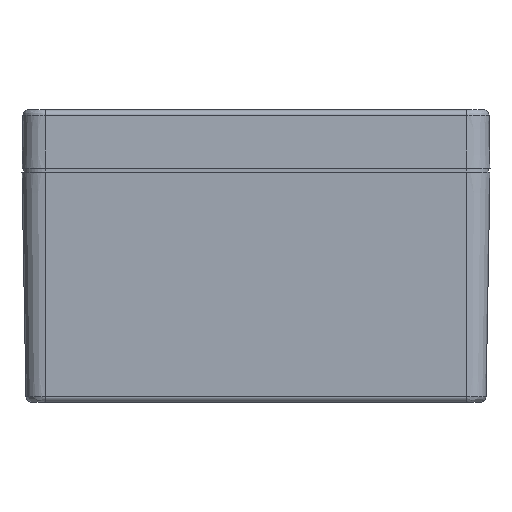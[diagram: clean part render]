
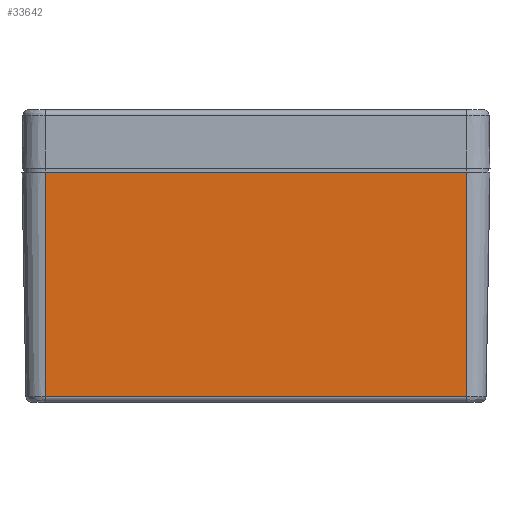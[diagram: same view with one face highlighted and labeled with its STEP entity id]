
A CAD part, front view. The second image highlights one B-rep face of the part: STEP entity #33642.
In plain terms, the highlighted planar face has unit normal (0, -1, -0.018).
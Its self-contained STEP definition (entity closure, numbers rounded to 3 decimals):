
#2120 = CARTESIAN_POINT ( 'NONE',  ( 5682.129, 1453.159, 68.807 ) ) ;
#2781 = VECTOR ( 'NONE', #46777, 1000. ) ;
#3619 = DIRECTION ( 'NONE',  ( 0., -0.017, 1. ) ) ;
#4986 = ORIENTED_EDGE ( 'NONE', *, *, #9800, .T. ) ;
#8791 = VERTEX_POINT ( 'NONE', #10963 ) ;
#9800 = EDGE_CURVE ( 'NONE', #26716, #42593, #31653, .T. ) ;
#10666 = VECTOR ( 'NONE', #43979, 1000. ) ;
#10686 = ORIENTED_EDGE ( 'NONE', *, *, #20557, .T. ) ;
#10963 = CARTESIAN_POINT ( 'NONE',  ( 5736.129, 1454.164, 11.281 ) ) ;
#13017 = DIRECTION ( 'NONE',  ( 0., 0.017, -1. ) ) ;
#15409 = CARTESIAN_POINT ( 'NONE',  ( 5736.129, 1453.159, 68.807 ) ) ;
#15687 = DIRECTION ( 'NONE',  ( 0., 0.017, -1. ) ) ;
#16325 = EDGE_CURVE ( 'NONE', #8791, #35725, #20303, .T. ) ;
#16336 = ORIENTED_EDGE ( 'NONE', *, *, #16325, .F. ) ;
#16926 = EDGE_LOOP ( 'NONE', ( #4986, #30656, #16336, #10686 ) ) ;
#19168 = CARTESIAN_POINT ( 'NONE',  ( 5628.129, 1453.159, 68.807 ) ) ;
#20303 = LINE ( 'NONE', #29419, #10666 ) ;
#20557 = EDGE_CURVE ( 'NONE', #8791, #26716, #41501, .T. ) ;
#21657 = CARTESIAN_POINT ( 'NONE',  ( 5736.129, 1453.159, 68.807 ) ) ;
#25402 = AXIS2_PLACEMENT_3D ( 'NONE', #2120, #34665, #13017 ) ;
#26387 = EDGE_CURVE ( 'NONE', #42593, #35725, #32665, .T. ) ;
#26716 = VERTEX_POINT ( 'NONE', #15409 ) ;
#28375 = CARTESIAN_POINT ( 'NONE',  ( 5628.129, 1453.159, 68.807 ) ) ;
#29419 = CARTESIAN_POINT ( 'NONE',  ( 5682.129, 1454.164, 11.281 ) ) ;
#30401 = VECTOR ( 'NONE', #15687, 1000. ) ;
#30656 = ORIENTED_EDGE ( 'NONE', *, *, #26387, .T. ) ;
#31051 = PLANE ( 'NONE',  #25402 ) ;
#31653 = LINE ( 'NONE', #43129, #2781 ) ;
#32665 = LINE ( 'NONE', #19168, #30401 ) ;
#33642 = ADVANCED_FACE ( 'NONE', ( #43490 ), #31051, .T. ) ;
#33709 = CARTESIAN_POINT ( 'NONE',  ( 5628.129, 1454.164, 11.281 ) ) ;
#34665 = DIRECTION ( 'NONE',  ( 0., -1., -0.017 ) ) ;
#35725 = VERTEX_POINT ( 'NONE', #33709 ) ;
#41501 = LINE ( 'NONE', #21657, #42653 ) ;
#42593 = VERTEX_POINT ( 'NONE', #28375 ) ;
#42653 = VECTOR ( 'NONE', #3619, 1000. ) ;
#43129 = CARTESIAN_POINT ( 'NONE',  ( 5682.129, 1453.159, 68.807 ) ) ;
#43490 = FACE_OUTER_BOUND ( 'NONE', #16926, .T. ) ;
#43979 = DIRECTION ( 'NONE',  ( -1., 0., 0. ) ) ;
#46777 = DIRECTION ( 'NONE',  ( -1., 0., 0. ) ) ;
